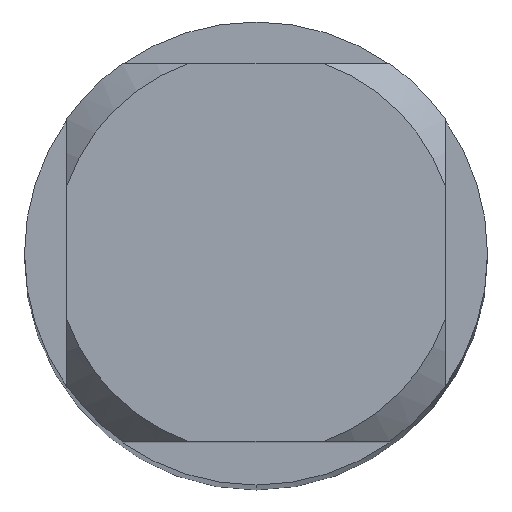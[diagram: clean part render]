
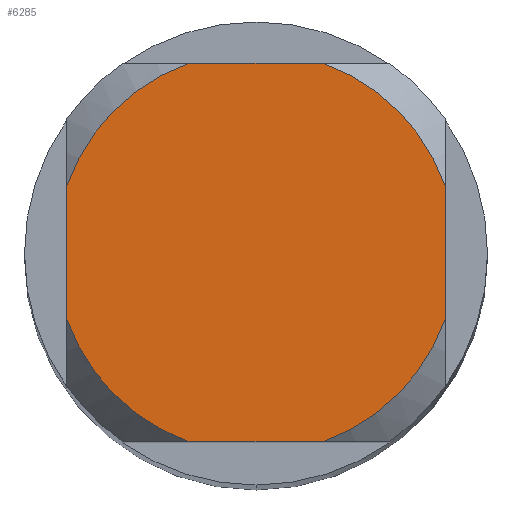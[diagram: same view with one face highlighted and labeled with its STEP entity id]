
A CAD part, top view. The second image highlights one B-rep face of the part: STEP entity #6285.
In plain terms, the highlighted planar face has unit normal (0, 0, 1).
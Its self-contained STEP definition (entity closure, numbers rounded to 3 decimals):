
#3465=EDGE_CURVE('',#7167,#5515,#8708,.T.);
#3549=EDGE_CURVE('',#6653,#5515,#8798,.T.);
#3633=EDGE_CURVE('',#4469,#4131,#8887,.T.);
#4131=VERTEX_POINT('',#9437);
#4237=EDGE_CURVE('',#4891,#7401,#9553,.T.);
#4375=EDGE_CURVE('',#7167,#7401,#9700,.T.);
#4469=VERTEX_POINT('',#9803);
#4891=VERTEX_POINT('',#10263);
#5181=EDGE_CURVE('',#4891,#6419,#10581,.T.);
#5515=VERTEX_POINT('',#10951);
#6193=EDGE_CURVE('',#4469,#6419,#11693,.T.);
#6285=ADVANCED_FACE('',(#11793),#11794,.T.);
#6419=VERTEX_POINT('',#11940);
#6653=VERTEX_POINT('',#12195);
#7167=VERTEX_POINT('',#12760);
#7399=EDGE_CURVE('',#6653,#4131,#13007,.T.);
#7401=VERTEX_POINT('',#13009);
#8708=LINE('',#15666,#15667);
#8798=CIRCLE('',#15891,2.6);
#8887=CIRCLE('',#16092,2.6);
#9437=CARTESIAN_POINT('',(0.87,-2.45,0.0));
#9553=LINE('',#17736,#17737);
#9700=CIRCLE('',#18184,2.6);
#9803=CARTESIAN_POINT('',(2.45,-0.87,0.0));
#10263=CARTESIAN_POINT('',(0.87,2.45,0.0));
#10581=CIRCLE('',#20292,2.6);
#10951=CARTESIAN_POINT('',(-2.45,-0.87,0.0));
#11693=LINE('',#22665,#22666);
#11793=FACE_OUTER_BOUND('',#22944,.T.);
#11794=PLANE('',#22945);
#11940=CARTESIAN_POINT('',(2.45,0.87,0.0));
#12195=CARTESIAN_POINT('',(-0.87,-2.45,0.0));
#12760=CARTESIAN_POINT('',(-2.45,0.87,0.0));
#13007=LINE('',#25749,#25750);
#13009=CARTESIAN_POINT('',(-0.87,2.45,0.0));
#15666=CARTESIAN_POINT('',(-2.45,0.65,0.0));
#15667=VECTOR('',#27728,1.0);
#15891=AXIS2_PLACEMENT_3D('',#27800,#27801,#27802);
#16092=AXIS2_PLACEMENT_3D('',#27869,#27870,#27871);
#17736=CARTESIAN_POINT('',(0.0,2.45,0.0));
#17737=VECTOR('',#28791,1.0);
#18184=AXIS2_PLACEMENT_3D('',#28924,#28925,#28926);
#20292=AXIS2_PLACEMENT_3D('',#29813,#29814,#29815);
#22665=CARTESIAN_POINT('',(2.45,0.65,0.0));
#22666=VECTOR('',#31170,1.0);
#22944=EDGE_LOOP('',(#31277,#31278,#31279,#31280,#31281,#31282,#31283,#31284));
#22945=AXIS2_PLACEMENT_3D('',#31285,#31286,#31287);
#25749=CARTESIAN_POINT('',(0.0,-2.45,0.0));
#25750=VECTOR('',#32476,1.0);
#27728=DIRECTION('',(-0.0,-1.0,0.0));
#27800=CARTESIAN_POINT('',(0.0,0.0,0.0));
#27801=DIRECTION('',(0.0,0.0,-1.0));
#27802=DIRECTION('',(0.0,1.0,0.0));
#27869=CARTESIAN_POINT('',(0.0,0.0,0.0));
#27870=DIRECTION('',(0.0,0.0,-1.0));
#27871=DIRECTION('',(0.0,1.0,0.0));
#28791=DIRECTION('',(-1.0,0.0,0.0));
#28924=CARTESIAN_POINT('',(0.0,0.0,0.0));
#28925=DIRECTION('',(0.0,0.0,-1.0));
#28926=DIRECTION('',(0.0,1.0,0.0));
#29813=CARTESIAN_POINT('',(0.0,0.0,0.0));
#29814=DIRECTION('',(0.0,0.0,-1.0));
#29815=DIRECTION('',(0.0,1.0,0.0));
#31170=DIRECTION('',(-0.0,1.0,0.0));
#31277=ORIENTED_EDGE('',*,*,#3465,.T.);
#31278=ORIENTED_EDGE('',*,*,#3549,.F.);
#31279=ORIENTED_EDGE('',*,*,#7399,.T.);
#31280=ORIENTED_EDGE('',*,*,#3633,.F.);
#31281=ORIENTED_EDGE('',*,*,#6193,.T.);
#31282=ORIENTED_EDGE('',*,*,#5181,.F.);
#31283=ORIENTED_EDGE('',*,*,#4237,.T.);
#31284=ORIENTED_EDGE('',*,*,#4375,.F.);
#31285=CARTESIAN_POINT('',(0.0,1.3,0.0));
#31286=DIRECTION('',(-0.0,0.0,1.0));
#31287=DIRECTION('',(0.0,-1.0,0.0));
#32476=DIRECTION('',(1.0,0.0,0.0));
